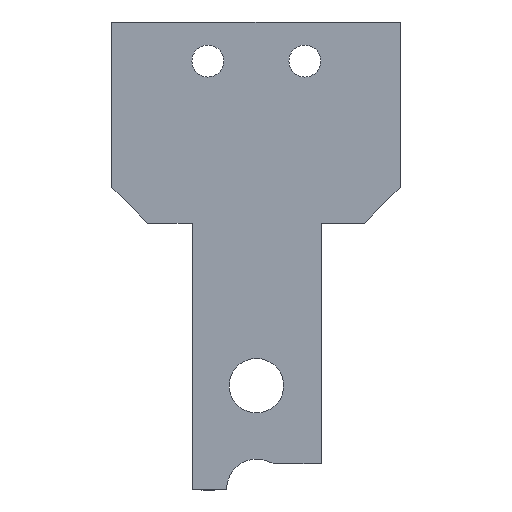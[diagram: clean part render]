
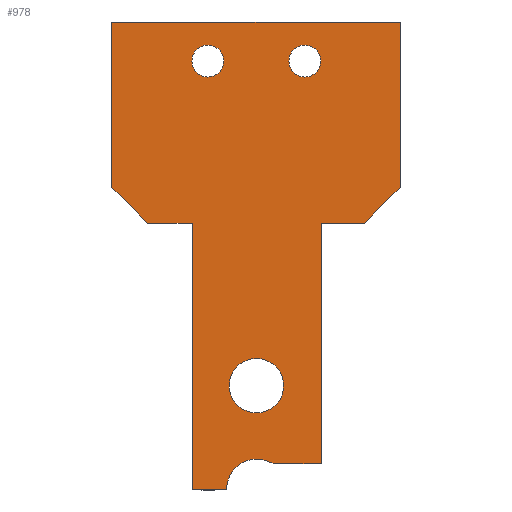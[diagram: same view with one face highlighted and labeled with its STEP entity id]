
A CAD part, front view. The second image highlights one B-rep face of the part: STEP entity #978.
In plain terms, the highlighted planar face has unit normal (0, -1, 0).
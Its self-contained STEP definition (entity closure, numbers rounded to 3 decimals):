
#24=FACE_BOUND('',#155,.T.);
#25=FACE_BOUND('',#156,.T.);
#26=FACE_BOUND('',#157,.T.);
#28=CIRCLE('',#1001,2.);
#29=CIRCLE('',#1004,2.5);
#32=CIRCLE('',#1013,2.3);
#39=CIRCLE('',#1036,1.35);
#41=CIRCLE('',#1039,1.35);
#101=FACE_OUTER_BOUND('',#154,.T.);
#154=EDGE_LOOP('',(#876,#877,#878,#879,#880,#881,#882,#883,#884,#885,#886,
#887,#888));
#155=EDGE_LOOP('',(#889));
#156=EDGE_LOOP('',(#890));
#157=EDGE_LOOP('',(#891));
#175=LINE('',#1360,#293);
#183=LINE('',#1379,#301);
#189=LINE('',#1396,#307);
#211=LINE('',#1441,#329);
#241=LINE('',#1512,#359);
#244=LINE('',#1518,#362);
#252=LINE('',#1530,#370);
#271=LINE('',#1583,#389);
#272=LINE('',#1586,#390);
#274=LINE('',#1589,#392);
#275=LINE('',#1591,#393);
#293=VECTOR('',#1092,10.);
#301=VECTOR('',#1108,10.);
#307=VECTOR('',#1122,10.);
#329=VECTOR('',#1154,10.);
#359=VECTOR('',#1226,10.);
#362=VECTOR('',#1231,10.);
#370=VECTOR('',#1241,10.);
#389=VECTOR('',#1302,10.);
#390=VECTOR('',#1305,10.);
#392=VECTOR('',#1309,10.);
#393=VECTOR('',#1312,10.);
#410=VERTEX_POINT('',#1356);
#412=VERTEX_POINT('',#1359);
#418=VERTEX_POINT('',#1372);
#419=VERTEX_POINT('',#1374);
#424=VERTEX_POINT('',#1389);
#426=VERTEX_POINT('',#1395);
#443=VERTEX_POINT('',#1436);
#445=VERTEX_POINT('',#1443);
#464=VERTEX_POINT('',#1511);
#465=VERTEX_POINT('',#1515);
#466=VERTEX_POINT('',#1517);
#469=VERTEX_POINT('',#1528);
#470=VERTEX_POINT('',#1532);
#472=VERTEX_POINT('',#1538);
#482=VERTEX_POINT('',#1581);
#483=VERTEX_POINT('',#1585);
#501=EDGE_CURVE('',#412,#410,#175,.T.);
#508=EDGE_CURVE('',#418,#419,#28,.T.);
#511=EDGE_CURVE('',#412,#418,#183,.T.);
#516=EDGE_CURVE('',#424,#419,#29,.T.);
#519=EDGE_CURVE('',#424,#426,#189,.T.);
#542=EDGE_CURVE('',#443,#426,#211,.T.);
#544=EDGE_CURVE('',#445,#445,#32,.T.);
#579=EDGE_CURVE('',#443,#464,#241,.T.);
#582=EDGE_CURVE('',#466,#465,#244,.F.);
#590=EDGE_CURVE('',#465,#469,#252,.F.);
#591=EDGE_CURVE('',#470,#470,#39,.T.);
#594=EDGE_CURVE('',#472,#472,#41,.T.);
#615=EDGE_CURVE('',#482,#466,#271,.F.);
#616=EDGE_CURVE('',#482,#483,#272,.T.);
#618=EDGE_CURVE('',#464,#469,#274,.T.);
#619=EDGE_CURVE('',#483,#410,#275,.T.);
#876=ORIENTED_EDGE('',*,*,#619,.F.);
#877=ORIENTED_EDGE('',*,*,#616,.F.);
#878=ORIENTED_EDGE('',*,*,#615,.T.);
#879=ORIENTED_EDGE('',*,*,#582,.T.);
#880=ORIENTED_EDGE('',*,*,#590,.T.);
#881=ORIENTED_EDGE('',*,*,#618,.F.);
#882=ORIENTED_EDGE('',*,*,#579,.F.);
#883=ORIENTED_EDGE('',*,*,#542,.T.);
#884=ORIENTED_EDGE('',*,*,#519,.F.);
#885=ORIENTED_EDGE('',*,*,#516,.T.);
#886=ORIENTED_EDGE('',*,*,#508,.F.);
#887=ORIENTED_EDGE('',*,*,#511,.F.);
#888=ORIENTED_EDGE('',*,*,#501,.T.);
#889=ORIENTED_EDGE('',*,*,#544,.T.);
#890=ORIENTED_EDGE('',*,*,#591,.T.);
#891=ORIENTED_EDGE('',*,*,#594,.T.);
#930=PLANE('',#1059);
#978=ADVANCED_FACE('',(#101,#24,#25,#26),#930,.T.);
#1001=AXIS2_PLACEMENT_3D('',#1375,#1102,#1103);
#1004=AXIS2_PLACEMENT_3D('',#1390,#1115,#1116);
#1013=AXIS2_PLACEMENT_3D('',#1445,#1158,#1159);
#1036=AXIS2_PLACEMENT_3D('',#1533,#1244,#1245);
#1039=AXIS2_PLACEMENT_3D('',#1539,#1251,#1252);
#1059=AXIS2_PLACEMENT_3D('',#1592,#1313,#1314);
#1092=DIRECTION('',(0.,0.,1.));
#1102=DIRECTION('center_axis',(0.,1.,0.));
#1103=DIRECTION('ref_axis',(-0.214,0.,-0.977));
#1108=DIRECTION('',(-1.,0.,0.));
#1115=DIRECTION('center_axis',(0.,1.,0.));
#1116=DIRECTION('ref_axis',(-1.,0.,0.));
#1122=DIRECTION('',(-1.,0.,0.));
#1154=DIRECTION('',(0.,0.,-1.));
#1158=DIRECTION('center_axis',(0.,1.,0.));
#1159=DIRECTION('ref_axis',(-1.,0.,0.));
#1226=DIRECTION('',(-1.,0.,0.));
#1231=DIRECTION('',(1.,0.,0.));
#1241=DIRECTION('',(0.,0.,1.));
#1244=DIRECTION('center_axis',(0.,1.,0.));
#1245=DIRECTION('ref_axis',(-1.,0.,0.));
#1251=DIRECTION('center_axis',(0.,1.,0.));
#1252=DIRECTION('ref_axis',(-1.,0.,0.));
#1302=DIRECTION('',(0.,0.,-1.));
#1305=DIRECTION('',(-0.707,0.,-0.707));
#1309=DIRECTION('',(-0.707,0.,0.707));
#1312=DIRECTION('',(-1.,0.,0.));
#1313=DIRECTION('center_axis',(0.,-1.,0.));
#1314=DIRECTION('ref_axis',(0.,0.,
-1.));
#1356=CARTESIAN_POINT('',(5.835,30.884,-12.098));
#1359=CARTESIAN_POINT('',(5.835,30.884,-32.453));
#1360=CARTESIAN_POINT('',(5.835,30.884,-10.95));
#1372=CARTESIAN_POINT('',(2.235,30.884,-32.453));
#1374=CARTESIAN_POINT('',(1.399,30.884,-32.27));
#1375=CARTESIAN_POINT('Origin',(2.235,30.884,-30.453));
#1379=CARTESIAN_POINT('',(6.423,30.884,-32.453));
#1389=CARTESIAN_POINT('',(-2.144,30.884,-34.653));
#1390=CARTESIAN_POINT('Origin',(0.353,30.884,-34.541));
#1395=CARTESIAN_POINT('',(-5.064,30.884,-34.653));
#1396=CARTESIAN_POINT('',(12.528,30.884,-34.653));
#1436=CARTESIAN_POINT('',(-5.064,30.884,-12.098));
#1441=CARTESIAN_POINT('',(-5.064,30.884,-22.781));
#1443=CARTESIAN_POINT('',(2.658,30.884,-25.836));
#1445=CARTESIAN_POINT('Origin',(0.358,30.884,-25.836));
#1511=CARTESIAN_POINT('',(-8.854,30.884,-12.098));
#1512=CARTESIAN_POINT('',(0.319,30.884,-12.098));
#1515=CARTESIAN_POINT('',(-11.854,30.884,4.9));
#1517=CARTESIAN_POINT('',(12.496,30.884,4.9));
#1518=CARTESIAN_POINT('',(0.334,30.884,4.9));
#1528=CARTESIAN_POINT('',(-11.854,30.884,-9.098));
#1530=CARTESIAN_POINT('',(-11.854,30.884,-7.975));
#1532=CARTESIAN_POINT('',(5.806,30.884,1.6));
#1533=CARTESIAN_POINT('Origin',(4.456,30.884,1.6));
#1538=CARTESIAN_POINT('',(-2.397,30.884,1.6));
#1539=CARTESIAN_POINT('Origin',(-3.747,30.884,1.6));
#1581=CARTESIAN_POINT('',(12.496,30.884,-9.098));
#1583=CARTESIAN_POINT('',(12.496,30.884,-7.975));
#1585=CARTESIAN_POINT('',(9.496,30.884,-12.098));
#1586=CARTESIAN_POINT('',(7.013,30.884,-14.58));
#1589=CARTESIAN_POINT('',(-6.374,30.884,-14.579));
#1591=CARTESIAN_POINT('',(0.319,30.884,-12.098));
#1592=CARTESIAN_POINT('Origin',(0.318,30.884,-17.804));
